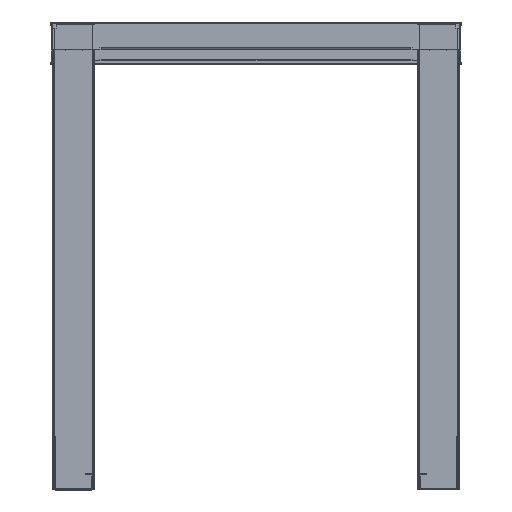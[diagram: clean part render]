
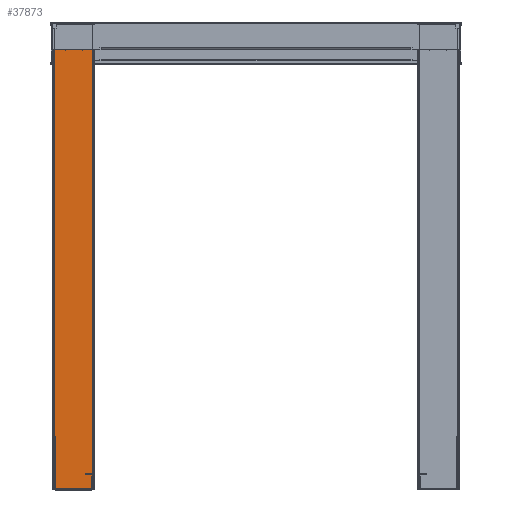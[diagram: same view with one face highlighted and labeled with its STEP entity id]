
A CAD part, front view. The second image highlights one B-rep face of the part: STEP entity #37873.
In plain terms, the highlighted planar face has unit normal (0, -1, 0).
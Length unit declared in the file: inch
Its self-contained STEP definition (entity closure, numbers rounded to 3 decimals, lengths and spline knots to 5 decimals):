
#1530 = CARTESIAN_POINT ( 'NONE',  ( -8.2874, -15.53839, -0.11024 ) ) ;
#3070 = ORIENTED_EDGE ( 'NONE', *, *, #14050, .F. ) ;
#3337 = CARTESIAN_POINT ( 'NONE',  ( -10.25591, -15.53839, -0.30709 ) ) ;
#6169 = DIRECTION ( 'NONE',  ( 0., 0., -1. ) ) ;
#6845 = DIRECTION ( 'NONE',  ( 1., 0., 0. ) ) ;
#7228 = LINE ( 'NONE', #42352, #23487 ) ;
#9854 = VECTOR ( 'NONE', #27807, 39.37008 ) ;
#10981 = VERTEX_POINT ( 'NONE', #49064 ) ;
#11788 = DIRECTION ( 'NONE',  ( 0., 0., 1. ) ) ;
#11879 = DIRECTION ( 'NONE',  ( 0., 0., 1. ) ) ;
#13010 = VERTEX_POINT ( 'NONE', #3337 ) ;
#13076 = ORIENTED_EDGE ( 'NONE', *, *, #16369, .F. ) ;
#14050 = EDGE_CURVE ( 'NONE', #10981, #64425, #17741, .T. ) ;
#15259 = VECTOR ( 'NONE', #41684, 39.37008 ) ;
#16369 = EDGE_CURVE ( 'NONE', #64425, #13010, #7228, .T. ) ;
#16807 = VECTOR ( 'NONE', #6169, 39.37008 ) ;
#17741 = LINE ( 'NONE', #41307, #15259 ) ;
#20268 = EDGE_CURVE ( 'NONE', #47445, #10981, #71785, .T. ) ;
#23260 = CARTESIAN_POINT ( 'NONE',  ( -10.35433, -15.53839, -0.11024 ) ) ;
#23359 = AXIS2_PLACEMENT_3D ( 'NONE', #23260, #63461, #41046 ) ;
#23487 = VECTOR ( 'NONE', #11879, 39.37008 ) ;
#25227 = ORIENTED_EDGE ( 'NONE', *, *, #67110, .F. ) ;
#27807 = DIRECTION ( 'NONE',  ( 1., 0., 0. ) ) ;
#31429 = EDGE_CURVE ( 'NONE', #61014, #47445, #72085, .T. ) ;
#31996 = EDGE_CURVE ( 'NONE', #54948, #61014, #65073, .T. ) ;
#34146 = CARTESIAN_POINT ( 'NONE',  ( -10.15748, -15.53839, -0.11024 ) ) ;
#36440 = VECTOR ( 'NONE', #11788, 39.37008 ) ;
#37873 = ADVANCED_FACE ( 'NONE', ( #63086 ), #46090, .F. ) ;
#40927 = CARTESIAN_POINT ( 'NONE',  ( -10.35433, -15.53839, -0.30709 ) ) ;
#41027 = EDGE_LOOP ( 'NONE', ( #13076, #3070, #66155, #70692, #52596, #25227 ) ) ;
#41046 = DIRECTION ( 'NONE',  ( 0., 0., 1. ) ) ;
#41307 = CARTESIAN_POINT ( 'NONE',  ( -10.35433, -15.53839, -23.7874 ) ) ;
#41684 = DIRECTION ( 'NONE',  ( -1., 0., 0. ) ) ;
#42352 = CARTESIAN_POINT ( 'NONE',  ( -10.25591, -15.53839, -0.11024 ) ) ;
#43916 = VECTOR ( 'NONE', #6845, 39.37008 ) ;
#44331 = CARTESIAN_POINT ( 'NONE',  ( -10.25591, -15.53839, -23.7874 ) ) ;
#46090 = PLANE ( 'NONE',  #23359 ) ;
#47445 = VERTEX_POINT ( 'NONE', #62296 ) ;
#48723 = CARTESIAN_POINT ( 'NONE',  ( -10.15748, -15.53839, -0.30709 ) ) ;
#49064 = CARTESIAN_POINT ( 'NONE',  ( -8.2874, -15.53839, -23.7874 ) ) ;
#52596 = ORIENTED_EDGE ( 'NONE', *, *, #31996, .F. ) ;
#53480 = CARTESIAN_POINT ( 'NONE',  ( -10.15748, -15.53839, -0.11024 ) ) ;
#54948 = VERTEX_POINT ( 'NONE', #48723 ) ;
#61014 = VERTEX_POINT ( 'NONE', #34146 ) ;
#62296 = CARTESIAN_POINT ( 'NONE',  ( -8.2874, -15.53839, -0.11024 ) ) ;
#63086 = FACE_OUTER_BOUND ( 'NONE', #41027, .T. ) ;
#63461 = DIRECTION ( 'NONE',  ( 0., 1., 0. ) ) ;
#64425 = VERTEX_POINT ( 'NONE', #44331 ) ;
#64484 = LINE ( 'NONE', #40927, #9854 ) ;
#65073 = LINE ( 'NONE', #53480, #36440 ) ;
#66155 = ORIENTED_EDGE ( 'NONE', *, *, #20268, .F. ) ;
#67110 = EDGE_CURVE ( 'NONE', #13010, #54948, #64484, .T. ) ;
#70575 = CARTESIAN_POINT ( 'NONE',  ( -10.35433, -15.53839, -0.11024 ) ) ;
#70692 = ORIENTED_EDGE ( 'NONE', *, *, #31429, .F. ) ;
#71785 = LINE ( 'NONE', #1530, #16807 ) ;
#72085 = LINE ( 'NONE', #70575, #43916 ) ;
